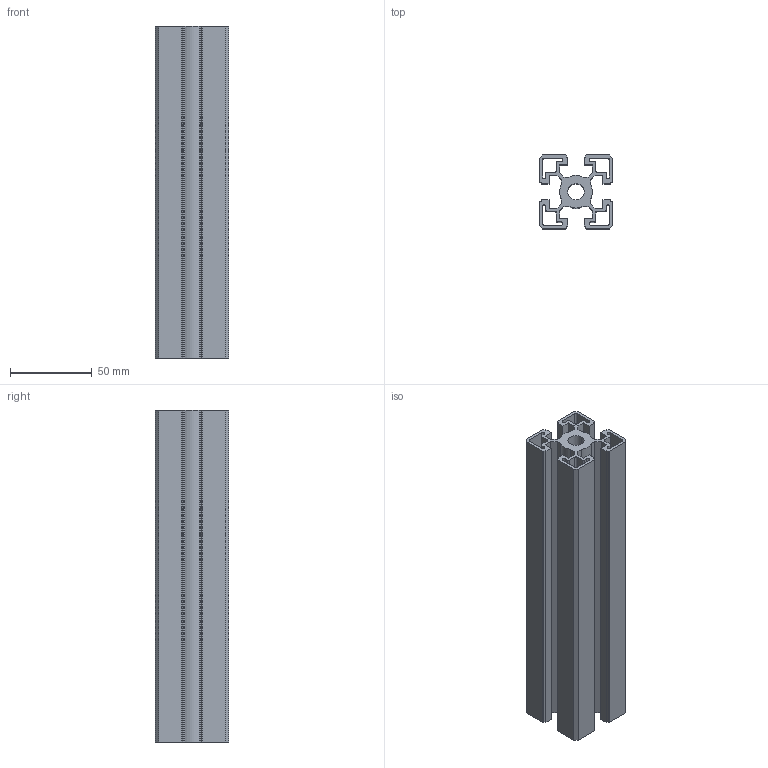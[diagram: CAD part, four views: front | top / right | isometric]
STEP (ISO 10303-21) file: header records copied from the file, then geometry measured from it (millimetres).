
FILE_DESCRIPTION (( 'STEP AP203' ), '1' );
FILE_NAME ('45-4545C.step', '2022-09-20T12:17:44', ( '' ), ( '' ), 'SwSTEP 2.0', 'SolidWorks 2021', '' );
FILE_SCHEMA (( 'CONFIG_CONTROL_DESIGN' ));
Length unit declared in the file: millimetre
Products named in the file (1): 45-4545C
Bounding box: 45 x 45 x 203.2 mm (x, y, z)
Volume: 159949.3 mm3; surface area: 117182 mm2
Topology: 1 solids, 1 shells, 134 faces, 396 edges, 264 vertices
Faces by surface type: plane 94, cylinder 40
Entity records: 4557 total; most frequent: CARTESIAN_POINT 795, ORIENTED_EDGE 792, DIRECTION 746, EDGE_CURVE 396, VECTOR 316, LINE 316, VERTEX_POINT 264, AXIS2_PLACEMENT_3D 215
